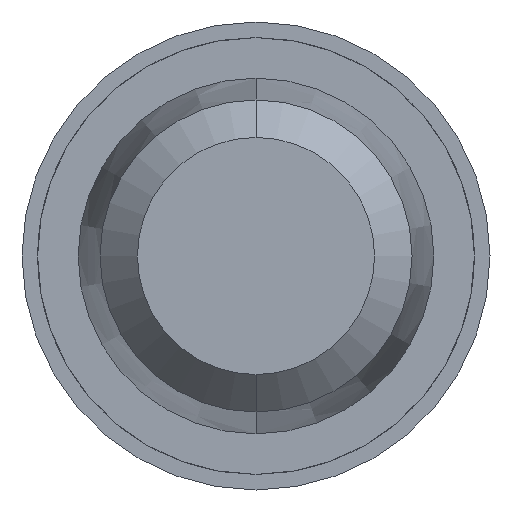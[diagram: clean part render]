
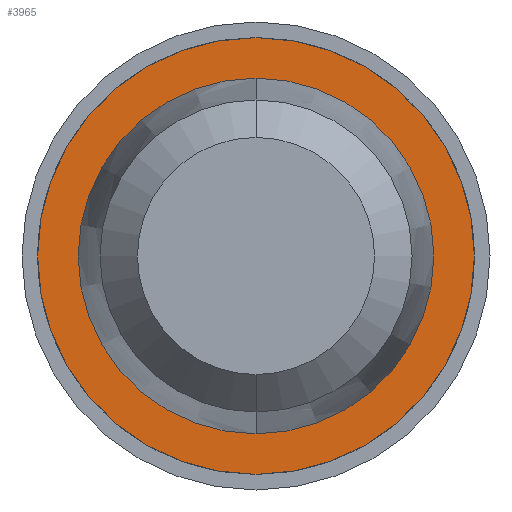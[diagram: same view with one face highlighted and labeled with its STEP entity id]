
A CAD part, front view. The second image highlights one B-rep face of the part: STEP entity #3965.
In plain terms, the highlighted planar face has unit normal (0, -1, 0).
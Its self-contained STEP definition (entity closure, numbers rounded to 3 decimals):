
#94 = DIRECTION ( 'NONE',  ( 0., 0., -1. ) ) ;
#126 = EDGE_CURVE ( 'Defeature ausgef�hrt2_13+Defeature ausgef�hrt2_14+Defeature ausgef�hrt2_14+Defeature ausgef�hrt2_14', #3252, #1827, #2923, .T. ) ;
#467 = CARTESIAN_POINT ( 'NONE',  ( 0., 26., 0.7 ) ) ;
#542 = CARTESIAN_POINT ( 'NONE',  ( 0., 26., 0. ) ) ;
#861 = DIRECTION ( 'NONE',  ( 0., 0., -1. ) ) ;
#918 = VERTEX_POINT ( 'NONE', #2305 ) ;
#938 = AXIS2_PLACEMENT_3D ( 'NONE', #3828, #2878, #2964 ) ;
#954 = EDGE_CURVE ( 'Defeature ausgef�hrt2_12+Defeature ausgef�hrt2_13+Defeature ausgef�hrt2_13+Defeature ausgef�hrt2_13', #1849, #918, #3243, .T. ) ;
#1118 = DIRECTION ( 'NONE',  ( 0., 0., -1. ) ) ;
#1180 = CARTESIAN_POINT ( 'NONE',  ( 0., 26., -0.7 ) ) ;
#1323 = CARTESIAN_POINT ( 'NONE',  ( 0., 26., 0. ) ) ;
#1354 = ORIENTED_EDGE ( 'NONE', *, *, #2815, .F. ) ;
#1614 = PLANE ( 'NONE',  #1928 ) ;
#1827 = VERTEX_POINT ( 'NONE', #467 ) ;
#1839 = CIRCLE ( 'NONE', #2423, 0.7 ) ;
#1849 = VERTEX_POINT ( 'NONE', #2626 ) ;
#1900 = ORIENTED_EDGE ( 'NONE', *, *, #954, .F. ) ;
#1915 = FACE_OUTER_BOUND ( 'NONE', #3948, .T. ) ;
#1928 = AXIS2_PLACEMENT_3D ( 'NONE', #2836, #2877, #94 ) ;
#1968 = AXIS2_PLACEMENT_3D ( 'NONE', #1323, #2224, #3483 ) ;
#1975 = AXIS2_PLACEMENT_3D ( 'NONE', #2080, #3864, #861 ) ;
#2080 = CARTESIAN_POINT ( 'NONE',  ( 0., 26., 0. ) ) ;
#2224 = DIRECTION ( 'NONE',  ( 0., -1., 0. ) ) ;
#2305 = CARTESIAN_POINT ( 'NONE',  ( 0., 26., 0.57 ) ) ;
#2372 = DIRECTION ( 'NONE',  ( 0., -1., 0. ) ) ;
#2423 = AXIS2_PLACEMENT_3D ( 'NONE', #542, #2372, #1118 ) ;
#2495 = EDGE_CURVE ( 'Defeature ausgef�hrt2_13+Defeature ausgef�hrt2_14+Defeature ausgef�hrt2_14+Defeature ausgef�hrt2_14', #1827, #3252, #1839, .T. ) ;
#2588 = ORIENTED_EDGE ( 'NONE', *, *, #2495, .T. ) ;
#2626 = CARTESIAN_POINT ( 'NONE',  ( 0., 26., -0.57 ) ) ;
#2815 = EDGE_CURVE ( 'Defeature ausgef�hrt2_12+Defeature ausgef�hrt2_13+Defeature ausgef�hrt2_13+Defeature ausgef�hrt2_13', #918, #1849, #3691, .T. ) ;
#2836 = CARTESIAN_POINT ( 'NONE',  ( 0.57, 26., 0. ) ) ;
#2877 = DIRECTION ( 'NONE',  ( 0., -1., 0. ) ) ;
#2878 = DIRECTION ( 'NONE',  ( 0., -1., 0. ) ) ;
#2923 = CIRCLE ( 'NONE', #1975, 0.7 ) ;
#2964 = DIRECTION ( 'NONE',  ( 0., 0., -1. ) ) ;
#2973 = EDGE_LOOP ( 'NONE', ( #1354, #1900 ) ) ;
#3137 = FACE_BOUND ( 'NONE', #2973, .T. ) ;
#3243 = CIRCLE ( 'NONE', #938, 0.57 ) ;
#3252 = VERTEX_POINT ( 'NONE', #1180 ) ;
#3394 = ORIENTED_EDGE ( 'NONE', *, *, #126, .T. ) ;
#3483 = DIRECTION ( 'NONE',  ( 0., 0., -1. ) ) ;
#3691 = CIRCLE ( 'NONE', #1968, 0.57 ) ;
#3828 = CARTESIAN_POINT ( 'NONE',  ( 0., 26., 0. ) ) ;
#3864 = DIRECTION ( 'NONE',  ( 0., -1., 0. ) ) ;
#3948 = EDGE_LOOP ( 'NONE', ( #3394, #2588 ) ) ;
#3965 = ADVANCED_FACE ( 'Defeature ausgef�hrt2_13', ( #1915, #3137 ), #1614, .T. ) ;
